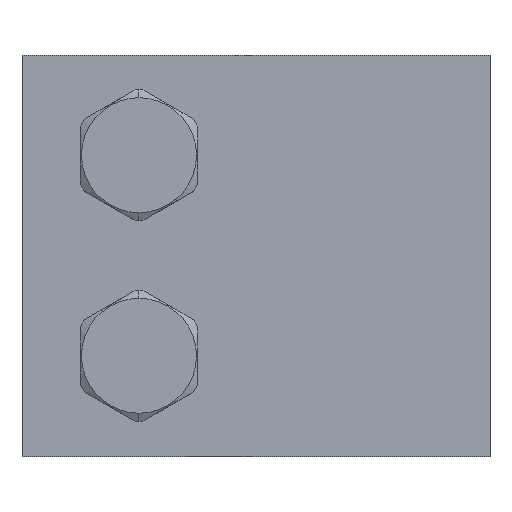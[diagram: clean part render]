
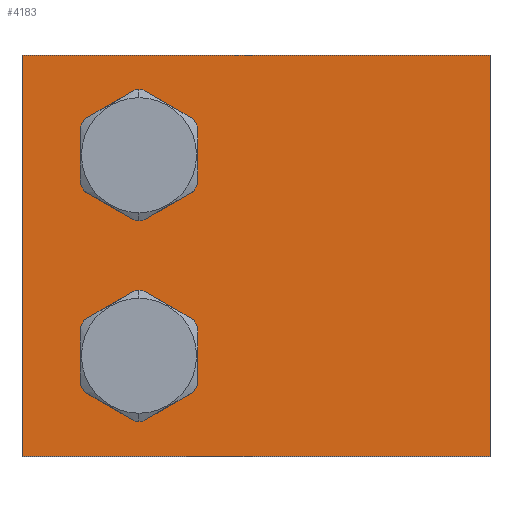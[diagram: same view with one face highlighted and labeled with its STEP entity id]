
A CAD part, top view. The second image highlights one B-rep face of the part: STEP entity #4183.
In plain terms, the highlighted planar face has unit normal (0, 0, 1).
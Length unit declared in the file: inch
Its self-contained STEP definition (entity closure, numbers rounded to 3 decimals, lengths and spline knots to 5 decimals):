
#163=DIRECTION('',(0.,-1.,0.));
#164=VECTOR('',#163,3.);
#165=CARTESIAN_POINT('',(0.,0.,3.));
#166=LINE('',#165,#164);
#167=DIRECTION('',(-1.,0.,0.));
#168=VECTOR('',#167,3.5);
#169=CARTESIAN_POINT('',(3.5,0.,3.));
#170=LINE('',#169,#168);
#171=DIRECTION('',(0.,1.,0.));
#172=VECTOR('',#171,3.);
#173=CARTESIAN_POINT('',(3.5,-3.,3.));
#174=LINE('',#173,#172);
#175=DIRECTION('',(1.,0.,0.));
#176=VECTOR('',#175,3.5);
#177=CARTESIAN_POINT('',(0.,-3.,3.));
#178=LINE('',#177,#176);
#179=CARTESIAN_POINT('',(0.875,-0.75,3.));
#180=DIRECTION('',(0.,0.,-1.));
#181=DIRECTION('',(-1.,0.,0.));
#182=AXIS2_PLACEMENT_3D('',#179,#180,#181);
#184=CARTESIAN_POINT('',(0.875,-0.75,3.));
#185=DIRECTION('',(0.,0.,-1.));
#186=DIRECTION('',(1.,0.,0.));
#187=AXIS2_PLACEMENT_3D('',#184,#185,#186);
#189=CARTESIAN_POINT('',(0.875,-2.25,3.));
#190=DIRECTION('',(0.,0.,-1.));
#191=DIRECTION('',(-1.,0.,0.));
#192=AXIS2_PLACEMENT_3D('',#189,#190,#191);
#194=CARTESIAN_POINT('',(0.875,-2.25,3.));
#195=DIRECTION('',(0.,0.,-1.));
#196=DIRECTION('',(1.,0.,0.));
#197=AXIS2_PLACEMENT_3D('',#194,#195,#196);
#3511=CARTESIAN_POINT('',(0.,0.,3.));
#3512=CARTESIAN_POINT('',(0.,-3.,3.));
#3513=VERTEX_POINT('',#3511);
#3514=VERTEX_POINT('',#3512);
#3515=CARTESIAN_POINT('',(3.5,-3.,3.));
#3516=VERTEX_POINT('',#3515);
#3517=CARTESIAN_POINT('',(3.5,0.,3.));
#3518=VERTEX_POINT('',#3517);
#3555=CARTESIAN_POINT('',(1.3055,-0.75,3.));
#3556=VERTEX_POINT('',#3555);
#3561=CARTESIAN_POINT('',(0.4445,-0.75,3.));
#3562=VERTEX_POINT('',#3561);
#3603=CARTESIAN_POINT('',(1.3055,-2.25,3.));
#3604=VERTEX_POINT('',#3603);
#3609=CARTESIAN_POINT('',(0.4445,-2.25,3.));
#3610=VERTEX_POINT('',#3609);
#4160=CARTESIAN_POINT('',(0.,0.,3.));
#4161=DIRECTION('',(0.,0.,1.));
#4162=DIRECTION('',(1.,0.,0.));
#4163=AXIS2_PLACEMENT_3D('',#4160,#4161,#4162);
#4164=PLANE('',#4163);
#4165=ORIENTED_EDGE('',*,*,#4040,.F.);
#4166=ORIENTED_EDGE('',*,*,#4073,.F.);
#4167=ORIENTED_EDGE('',*,*,#4099,.F.);
#4168=ORIENTED_EDGE('',*,*,#4136,.F.);
#4169=EDGE_LOOP('',(#4165,#4166,#4167,#4168));
#4170=FACE_OUTER_BOUND('',#4169,.F.);
#4172=ORIENTED_EDGE('',*,*,#4171,.F.);
#4174=ORIENTED_EDGE('',*,*,#4173,.F.);
#4175=EDGE_LOOP('',(#4172,#4174));
#4176=FACE_BOUND('',#4175,.F.);
#4178=ORIENTED_EDGE('',*,*,#4177,.F.);
#4180=ORIENTED_EDGE('',*,*,#4179,.F.);
#4181=EDGE_LOOP('',(#4178,#4180));
#4182=FACE_BOUND('',#4181,.F.);
#4183=ADVANCED_FACE('',(#4170,#4176,#4182),#4164,.T.);
#183=CIRCLE('',#182,0.4305);
#188=CIRCLE('',#187,0.4305);
#193=CIRCLE('',#192,0.4305);
#198=CIRCLE('',#197,0.4305);
#4040=EDGE_CURVE('',#3513,#3514,#166,.T.);
#4073=EDGE_CURVE('',#3518,#3513,#170,.T.);
#4099=EDGE_CURVE('',#3516,#3518,#174,.T.);
#4136=EDGE_CURVE('',#3514,#3516,#178,.T.);
#4171=EDGE_CURVE('',#3562,#3556,#183,.T.);
#4173=EDGE_CURVE('',#3556,#3562,#188,.T.);
#4177=EDGE_CURVE('',#3610,#3604,#193,.T.);
#4179=EDGE_CURVE('',#3604,#3610,#198,.T.);
